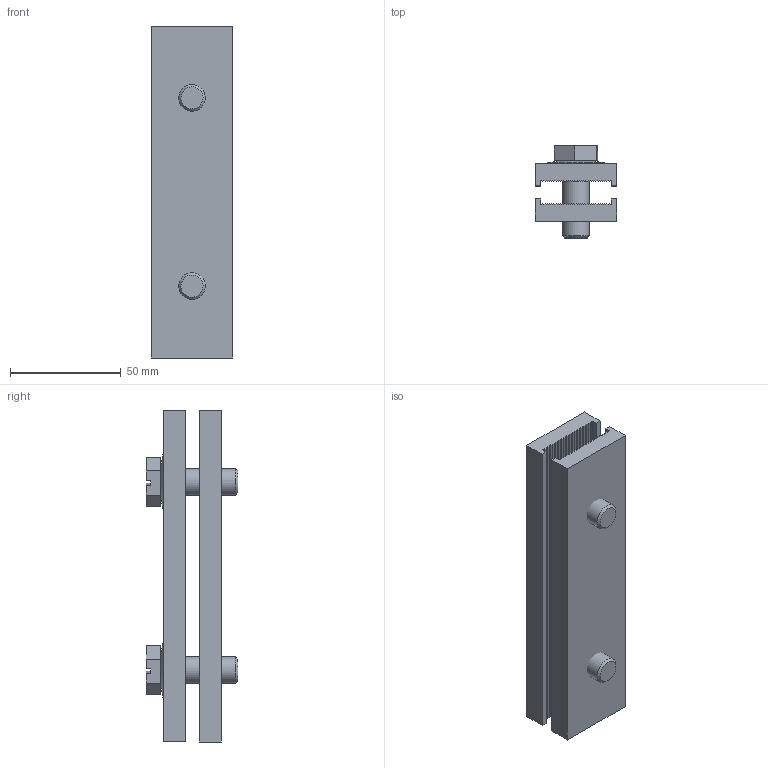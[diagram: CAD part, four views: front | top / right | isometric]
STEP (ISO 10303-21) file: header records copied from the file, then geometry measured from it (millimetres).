
FILE_DESCRIPTION((''),'2;1');
FILE_NAME('01886000.stp','2007-12-22T21:05:03',('Hubert Lenker'),(''),'Autodesk Inventor 10','Autodesk Inventor 10','');
FILE_SCHEMA(('AUTOMOTIVE_DESIGN { 1 0 10303 214 1 1 1 1 }'));
Length unit declared in the file: millimetre
Products named in the file (5): 01886000; 76475000; 76474000; 82068000; 80020000
Assembly tree (6 placements, depth 2):
  01886000
    76475000
    76474000
    82068000  x2
    80020000  x2
Bounding box: 37 x 41.5 x 150 mm (x, y, z)
Volume: 98379.3 mm3; surface area: 41333.1 mm2
Topology: 6 solids, 6 shells, 278 faces, 806 edges, 536 vertices
Faces by surface type: plane 262, cone 10, bspline 4, cylinder 2
Full cylindrical faces by diameter (mm): 12 x2
Entity records: 8732 total; most frequent: CARTESIAN_POINT 1581, ORIENTED_EDGE 1488, DIRECTION 1470, EDGE_CURVE 744, VECTOR 548, LINE 548, VERTEX_POINT 500, AXIS2_PLACEMENT_3D 461
